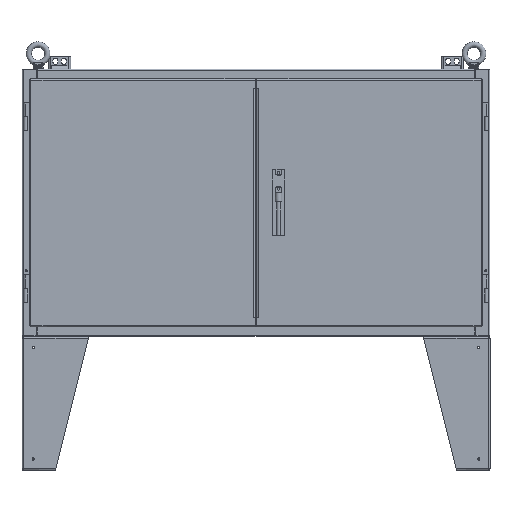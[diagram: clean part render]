
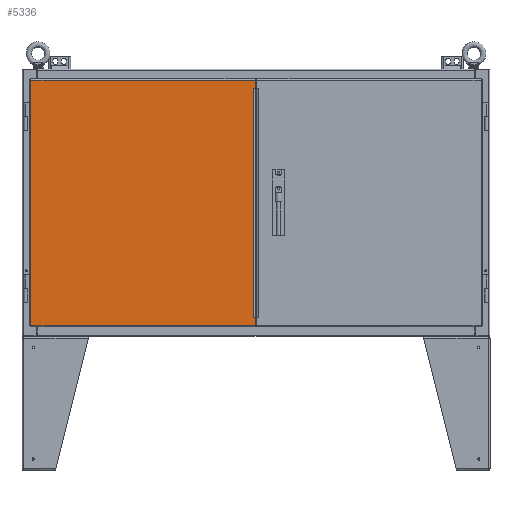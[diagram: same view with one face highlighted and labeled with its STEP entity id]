
A CAD part, front view. The second image highlights one B-rep face of the part: STEP entity #5336.
In plain terms, the highlighted planar face has unit normal (0, -1, 0).
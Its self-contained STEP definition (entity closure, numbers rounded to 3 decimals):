
#5336 = ADVANCED_FACE( '', ( #12172 ), #12173, .T. );
#12172 = FACE_OUTER_BOUND( '', #24347, .T. );
#12173 = PLANE( '', #24348 );
#24347 = EDGE_LOOP( '', ( #47990, #47991, #47992, #47993, #47994, #47995, #47996, #47997, #47998, #47999 ) );
#24348 = AXIS2_PLACEMENT_3D( '', #48000, #48001, #48002 );
#47990 = ORIENTED_EDGE( '', *, *, #70025, .F. );
#47991 = ORIENTED_EDGE( '', *, *, #70439, .T. );
#47992 = ORIENTED_EDGE( '', *, *, #70440, .T. );
#47993 = ORIENTED_EDGE( '', *, *, #70441, .T. );
#47994 = ORIENTED_EDGE( '', *, *, #70442, .T. );
#47995 = ORIENTED_EDGE( '', *, *, #70443, .T. );
#47996 = ORIENTED_EDGE( '', *, *, #67985, .T. );
#47997 = ORIENTED_EDGE( '', *, *, #70444, .F. );
#47998 = ORIENTED_EDGE( '', *, *, #66738, .F. );
#47999 = ORIENTED_EDGE( '', *, *, #70445, .T. );
#48000 = CARTESIAN_POINT( '', ( 0., 0., 0. ) );
#48001 = DIRECTION( '', ( 0., -1., 0. ) );
#48002 = DIRECTION( '', ( 0., 0., -1. ) );
#66738 = EDGE_CURVE( '', #76294, #76296, #76297, .T. );
#67985 = EDGE_CURVE( '', #78355, #78356, #78357, .T. );
#70025 = EDGE_CURVE( '', #81628, #81624, #81630, .T. );
#70439 = EDGE_CURVE( '', #81628, #82241, #82242, .T. );
#70440 = EDGE_CURVE( '', #82241, #82243, #82244, .T. );
#70441 = EDGE_CURVE( '', #82243, #82245, #82246, .T. );
#70442 = EDGE_CURVE( '', #82245, #77353, #82247, .T. );
#70443 = EDGE_CURVE( '', #77353, #78355, #82248, .T. );
#70444 = EDGE_CURVE( '', #76296, #78356, #82249, .T. );
#70445 = EDGE_CURVE( '', #76294, #81624, #82250, .T. );
#76294 = VERTEX_POINT( '', #92573 );
#76296 = VERTEX_POINT( '', #92576 );
#76297 = LINE( '', #92577, #92578 );
#77353 = VERTEX_POINT( '', #95568 );
#78355 = VERTEX_POINT( '', #97979 );
#78356 = VERTEX_POINT( '', #97980 );
#78357 = LINE( '', #97981, #97982 );
#81624 = VERTEX_POINT( '', #108233 );
#81628 = VERTEX_POINT( '', #108239 );
#81630 = LINE( '', #108242, #108243 );
#82241 = VERTEX_POINT( '', #109767 );
#82242 = LINE( '', #109768, #109769 );
#82243 = VERTEX_POINT( '', #109770 );
#82244 = LINE( '', #109771, #109772 );
#82245 = VERTEX_POINT( '', #109773 );
#82246 = LINE( '', #109774, #109775 );
#82247 = LINE( '', #109776, #109777 );
#82248 = LINE( '', #109778, #109779 );
#82249 = LINE( '', #109780, #109781 );
#82250 = LINE( '', #109782, #109783 );
#92573 = CARTESIAN_POINT( '', ( 254.013, 0., -261.366 ) );
#92576 = CARTESIAN_POINT( '', ( 254.013, 0., -261.368 ) );
#92577 = CARTESIAN_POINT( '', ( 254.013, 0., -261.368 ) );
#92578 = VECTOR( '', #122655, 1000. );
#95568 = CARTESIAN_POINT( '', ( -254.013, 0., -279.857 ) );
#97979 = CARTESIAN_POINT( '', ( 256.731, 0., -279.857 ) );
#97980 = CARTESIAN_POINT( '', ( 256.731, 0., -261.368 ) );
#97981 = CARTESIAN_POINT( '', ( 256.731, 0., -282.575 ) );
#97982 = VECTOR( '', #123439, 1000. );
#108233 = CARTESIAN_POINT( '', ( 254.013, 0., 261.366 ) );
#108239 = CARTESIAN_POINT( '', ( 254.013, 0., 261.368 ) );
#108242 = CARTESIAN_POINT( '', ( 254.013, 0., -261.368 ) );
#108243 = VECTOR( '', #124501, 1000. );
#109767 = CARTESIAN_POINT( '', ( 256.731, 0., 261.368 ) );
#109768 = CARTESIAN_POINT( '', ( 256.731, 0., 261.368 ) );
#109769 = VECTOR( '', #124758, 1000. );
#109770 = CARTESIAN_POINT( '', ( 256.731, 0., 279.857 ) );
#109771 = CARTESIAN_POINT( '', ( 256.731, 0., -282.575 ) );
#109772 = VECTOR( '', #124759, 1000. );
#109773 = CARTESIAN_POINT( '', ( -254.013, 0., 279.857 ) );
#109774 = CARTESIAN_POINT( '', ( -256.731, 0., 279.857 ) );
#109775 = VECTOR( '', #124760, 1000. );
#109776 = CARTESIAN_POINT( '', ( -254.013, 0., -282.575 ) );
#109777 = VECTOR( '', #124761, 1000. );
#109778 = CARTESIAN_POINT( '', ( 256.731, 0., -279.857 ) );
#109779 = VECTOR( '', #124762, 1000. );
#109780 = CARTESIAN_POINT( '', ( 256.731, 0., -261.368 ) );
#109781 = VECTOR( '', #124763, 1000. );
#109782 = CARTESIAN_POINT( '', ( 254.013, 0., -261.366 ) );
#109783 = VECTOR( '', #124764, 1000. );
#122655 = DIRECTION( '', ( 0., 0., -1. ) );
#123439 = DIRECTION( '', ( 0., 0., 1. ) );
#124501 = DIRECTION( '', ( 0., 0., -1. ) );
#124758 = DIRECTION( '', ( 1., 0., 0. ) );
#124759 = DIRECTION( '', ( 0., 0., 1. ) );
#124760 = DIRECTION( '', ( -1., 0., 0. ) );
#124761 = DIRECTION( '', ( 0., 0., -1. ) );
#124762 = DIRECTION( '', ( 1., 0., 0. ) );
#124763 = DIRECTION( '', ( 1., 0., 0. ) );
#124764 = DIRECTION( '', ( 0., 0., 1. ) );
